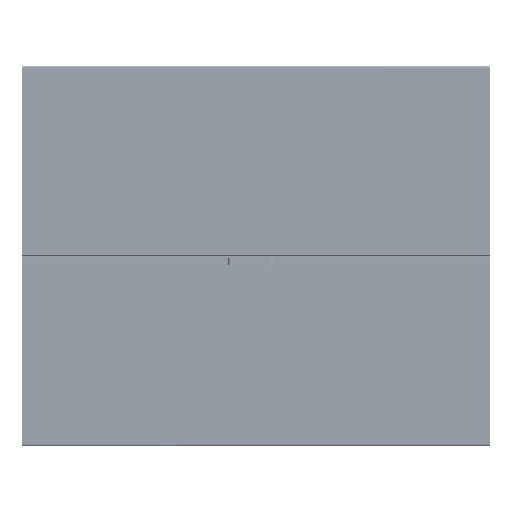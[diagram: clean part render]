
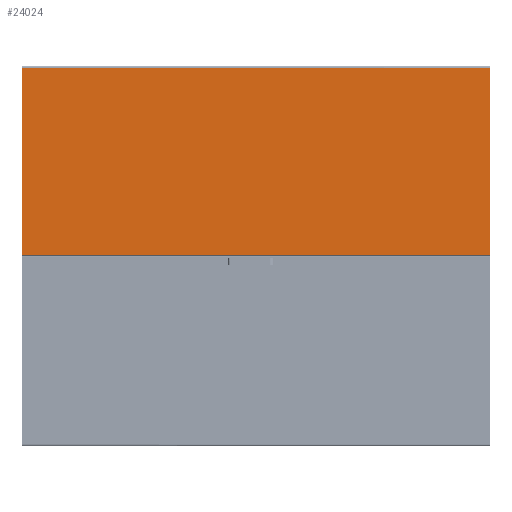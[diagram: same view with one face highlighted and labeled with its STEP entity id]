
A CAD part, top view. The second image highlights one B-rep face of the part: STEP entity #24024.
In plain terms, the highlighted face is planar.
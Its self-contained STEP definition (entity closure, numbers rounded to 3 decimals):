
#11399 = VERTEX_POINT ( 'NONE', #48400 ) ;
#11401 = VERTEX_POINT ( 'NONE', #48401 ) ;
#11402 = VERTEX_POINT ( 'NONE', #48402 ) ;
#11404 = VERTEX_POINT ( 'NONE', #48403 ) ;
#16361 = AXIS2_PLACEMENT_3D ( 'NONE', #19365, #19370, #19371 ) ;
#19365 = CARTESIAN_POINT ( 'NONE',  ( 395., -975.5, 0. ) ) ;
#19367 = PLANE ( 'NONE',  #16361 ) ;
#19370 = DIRECTION ( 'NONE',  ( 0., 0., 1. ) ) ;
#19371 = DIRECTION ( 'NONE',  ( 1., 0., 0. ) ) ;
#20580 = FACE_OUTER_BOUND ( 'NONE', #55368, .T. ) ;
#24024 = ADVANCED_FACE ( 'NONE', ( #20580 ), #19367, .F. ) ;
#37779 = EDGE_CURVE ( 'NONE', #11402, #11404, #103917, .T. ) ;
#37785 = EDGE_CURVE ( 'NONE', #11401, #11402, #103936, .T. ) ;
#37786 = EDGE_CURVE ( 'NONE', #11399, #11401, #103938, .T. ) ;
#37787 = EDGE_CURVE ( 'NONE', #11404, #11399, #103941, .T. ) ;
#48400 = CARTESIAN_POINT ( 'NONE',  ( -394.9, -975.49, 0. ) ) ;
#48401 = CARTESIAN_POINT ( 'NONE',  ( -394.9, 975.49, 0. ) ) ;
#48402 = CARTESIAN_POINT ( 'NONE',  ( 387.5, 975.49, 0. ) ) ;
#48403 = CARTESIAN_POINT ( 'NONE',  ( 387.5, -975.49, 0. ) ) ;
#55368 = EDGE_LOOP ( 'NONE', ( #84753, #84757, #84760, #84762 ) ) ;
#84753 = ORIENTED_EDGE ( 'NONE', *, *, #37786, .T. ) ;
#84757 = ORIENTED_EDGE ( 'NONE', *, *, #37785, .T. ) ;
#84760 = ORIENTED_EDGE ( 'NONE', *, *, #37779, .T. ) ;
#84762 = ORIENTED_EDGE ( 'NONE', *, *, #37787, .T. ) ;
#103912 = VECTOR ( 'NONE', #104825, 1000. ) ;
#103917 = LINE ( 'NONE', #104818, #103912 ) ;
#103932 = VECTOR ( 'NONE', #104839, 1000. ) ;
#103936 = LINE ( 'NONE', #104838, #103932 ) ;
#103938 = LINE ( 'NONE', #104840, #103939 ) ;
#103939 = VECTOR ( 'NONE', #104841, 1000. ) ;
#103941 = LINE ( 'NONE', #104842, #103943 ) ;
#103943 = VECTOR ( 'NONE', #104843, 1000. ) ;
#104818 = CARTESIAN_POINT ( 'NONE',  ( 387.5, 975.49, 0. ) ) ;
#104825 = DIRECTION ( 'NONE',  ( 0., -1., 0. ) ) ;
#104838 = CARTESIAN_POINT ( 'NONE',  ( -395., 975.49, 0. ) ) ;
#104839 = DIRECTION ( 'NONE',  ( 1., 0., 0. ) ) ;
#104840 = CARTESIAN_POINT ( 'NONE',  ( -394.9, -975.49, 0. ) ) ;
#104841 = DIRECTION ( 'NONE',  ( 0., 1., 0. ) ) ;
#104842 = CARTESIAN_POINT ( 'NONE',  ( 395., -975.49, 0. ) ) ;
#104843 = DIRECTION ( 'NONE',  ( -1., 0., 0. ) ) ;
